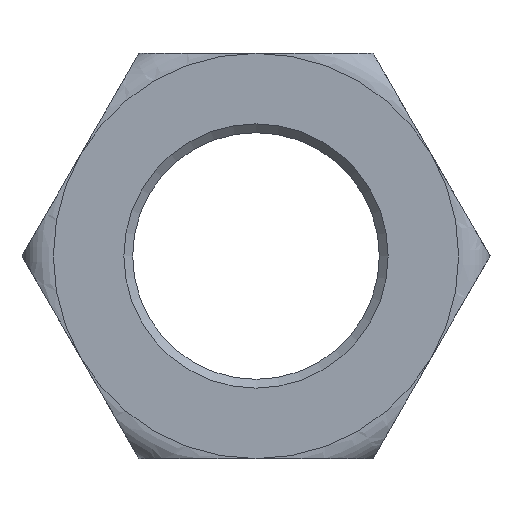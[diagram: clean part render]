
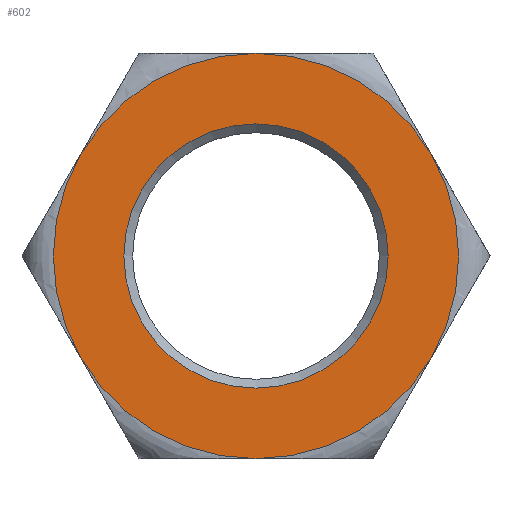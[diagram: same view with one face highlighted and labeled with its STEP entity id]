
A CAD part, front view. The second image highlights one B-rep face of the part: STEP entity #602.
In plain terms, the highlighted planar face has unit normal (0, -1, 0).
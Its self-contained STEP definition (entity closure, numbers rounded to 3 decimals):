
#7 = DIRECTION ( 'NONE',  ( 0., 1., 0. ) ) ;
#40 = AXIS2_PLACEMENT_3D ( 'NONE', #771, #7, #343 ) ;
#46 = VERTEX_POINT ( 'NONE', #954 ) ;
#49 = CARTESIAN_POINT ( 'NONE',  ( 0., -12., 0. ) ) ;
#57 = VERTEX_POINT ( 'NONE', #585 ) ;
#72 = CIRCLE ( 'NONE', #510, 23. ) ;
#73 = CIRCLE ( 'NONE', #40, 23. ) ;
#81 = EDGE_CURVE ( 'NONE', #647, #373, #347, .T. ) ;
#122 = AXIS2_PLACEMENT_3D ( 'NONE', #1038, #938, #1033 ) ;
#143 = AXIS2_PLACEMENT_3D ( 'NONE', #759, #333, #680 ) ;
#152 = ORIENTED_EDGE ( 'NONE', *, *, #567, .F. ) ;
#158 = EDGE_CURVE ( 'NONE', #373, #638, #72, .T. ) ;
#172 = EDGE_CURVE ( 'NONE', #249, #249, #490, .T. ) ;
#189 = DIRECTION ( 'NONE',  ( 0., 0., 1. ) ) ;
#193 = DIRECTION ( 'NONE',  ( 0., 0., 1. ) ) ;
#216 = CARTESIAN_POINT ( 'NONE',  ( 0., -12., 0. ) ) ;
#233 = AXIS2_PLACEMENT_3D ( 'NONE', #786, #964, #189 ) ;
#249 = VERTEX_POINT ( 'NONE', #731 ) ;
#333 = DIRECTION ( 'NONE',  ( 0., 1., 0. ) ) ;
#343 = DIRECTION ( 'NONE',  ( -1., 0., 0. ) ) ;
#347 = CIRCLE ( 'NONE', #993, 23. ) ;
#350 = PLANE ( 'NONE',  #233 ) ;
#373 = VERTEX_POINT ( 'NONE', #982 ) ;
#392 = DIRECTION ( 'NONE',  ( 0., 1., 0. ) ) ;
#416 = EDGE_CURVE ( 'NONE', #704, #57, #1124, .T. ) ;
#490 = CIRCLE ( 'NONE', #1013, 15. ) ;
#510 = AXIS2_PLACEMENT_3D ( 'NONE', #49, #392, #1100 ) ;
#535 = DIRECTION ( 'NONE',  ( 1., 0., 0. ) ) ;
#536 = EDGE_LOOP ( 'NONE', ( #152, #609, #1006, #623, #735, #635 ) ) ;
#567 = EDGE_CURVE ( 'NONE', #638, #46, #1102, .T. ) ;
#569 = DIRECTION ( 'NONE',  ( 0., 1., 0. ) ) ;
#585 = CARTESIAN_POINT ( 'NONE',  ( -19.919, -12., 11.5 ) ) ;
#602 = ADVANCED_FACE ( 'NONE', ( #862, #714 ), #350, .F. ) ;
#609 = ORIENTED_EDGE ( 'NONE', *, *, #158, .F. ) ;
#623 = ORIENTED_EDGE ( 'NONE', *, *, #762, .F. ) ;
#635 = ORIENTED_EDGE ( 'NONE', *, *, #685, .F. ) ;
#638 = VERTEX_POINT ( 'NONE', #796 ) ;
#647 = VERTEX_POINT ( 'NONE', #970 ) ;
#680 = DIRECTION ( 'NONE',  ( 1., 0., 0. ) ) ;
#683 = DIRECTION ( 'NONE',  ( 0., 1., 0. ) ) ;
#685 = EDGE_CURVE ( 'NONE', #46, #704, #831, .T. ) ;
#704 = VERTEX_POINT ( 'NONE', #950 ) ;
#714 = FACE_OUTER_BOUND ( 'NONE', #536, .T. ) ;
#731 = CARTESIAN_POINT ( 'NONE',  ( 0., -12., 15. ) ) ;
#735 = ORIENTED_EDGE ( 'NONE', *, *, #416, .F. ) ;
#741 = ORIENTED_EDGE ( 'NONE', *, *, #172, .T. ) ;
#759 = CARTESIAN_POINT ( 'NONE',  ( 0., -12., 0. ) ) ;
#762 = EDGE_CURVE ( 'NONE', #57, #647, #73, .T. ) ;
#771 = CARTESIAN_POINT ( 'NONE',  ( 0., -12., 0. ) ) ;
#786 = CARTESIAN_POINT ( 'NONE',  ( 0., -12., 0. ) ) ;
#796 = CARTESIAN_POINT ( 'NONE',  ( 19.919, -12., -11.5 ) ) ;
#830 = AXIS2_PLACEMENT_3D ( 'NONE', #1080, #1059, #535 ) ;
#831 = CIRCLE ( 'NONE', #122, 23. ) ;
#838 = CARTESIAN_POINT ( 'NONE',  ( 0., -12., 0. ) ) ;
#862 = FACE_BOUND ( 'NONE', #916, .T. ) ;
#916 = EDGE_LOOP ( 'NONE', ( #741 ) ) ;
#933 = DIRECTION ( 'NONE',  ( 1., 0., 0. ) ) ;
#938 = DIRECTION ( 'NONE',  ( 0., 1., 0. ) ) ;
#950 = CARTESIAN_POINT ( 'NONE',  ( -19.919, -12., -11.5 ) ) ;
#954 = CARTESIAN_POINT ( 'NONE',  ( 0., -12., -23. ) ) ;
#964 = DIRECTION ( 'NONE',  ( 0., 1., 0. ) ) ;
#970 = CARTESIAN_POINT ( 'NONE',  ( 0., -12., 23. ) ) ;
#982 = CARTESIAN_POINT ( 'NONE',  ( 19.919, -12., 11.5 ) ) ;
#993 = AXIS2_PLACEMENT_3D ( 'NONE', #216, #569, #933 ) ;
#1006 = ORIENTED_EDGE ( 'NONE', *, *, #81, .F. ) ;
#1013 = AXIS2_PLACEMENT_3D ( 'NONE', #838, #683, #193 ) ;
#1033 = DIRECTION ( 'NONE',  ( 1., 0., 0. ) ) ;
#1038 = CARTESIAN_POINT ( 'NONE',  ( 0., -12., 0. ) ) ;
#1059 = DIRECTION ( 'NONE',  ( 0., 1., 0. ) ) ;
#1080 = CARTESIAN_POINT ( 'NONE',  ( 0., -12., 0. ) ) ;
#1100 = DIRECTION ( 'NONE',  ( 1., 0., 0. ) ) ;
#1102 = CIRCLE ( 'NONE', #143, 23. ) ;
#1124 = CIRCLE ( 'NONE', #830, 23. ) ;
